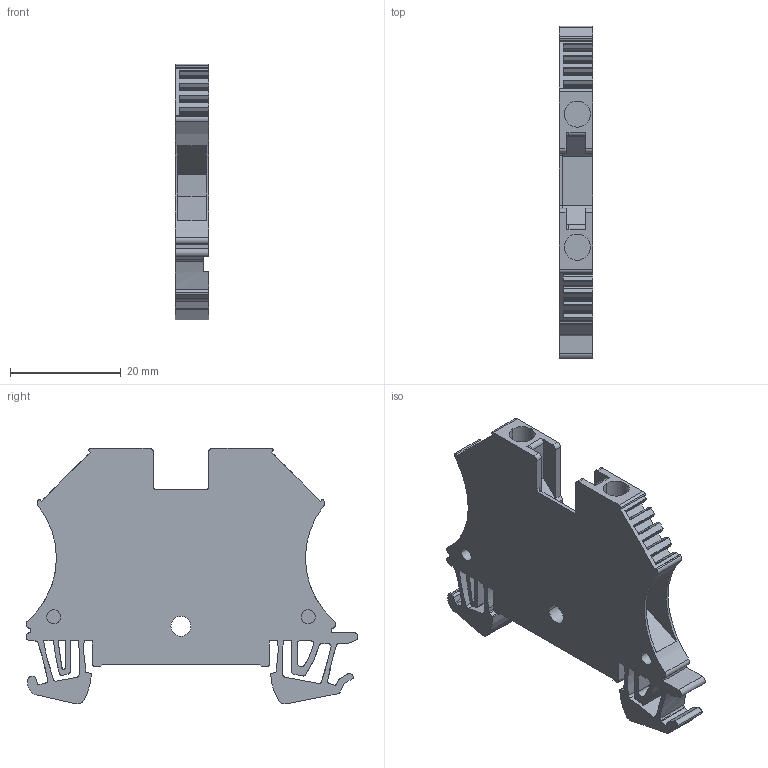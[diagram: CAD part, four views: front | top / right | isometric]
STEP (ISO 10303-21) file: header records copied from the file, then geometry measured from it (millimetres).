
FILE_DESCRIPTION(('CATIA V5 STEP Exchange','CAx-IF Rec.Pracs.--- Model Styling and Organization---1.4--- 2014-01-23'),'2;1');
FILE_NAME ('D1447427_0', '2020-01-06T08:28:39+00:00', ('none'), ('Weidmueller'), 'CATIA Version 5-6 Release 2016 SP3 HF44', 'CATIA V5 STEP AP214', 'none');
FILE_SCHEMA(('AUTOMOTIVE_DESIGN { 1 0 10303 214 1 1 1 1 }'));
Length unit declared in the file: millimetre
Products named in the file (1): 1037820000_WDU_4_PA-VI
Bounding box: 6.1 x 60 x 46.25 mm (x, y, z)
Volume: 9172.1 mm3; surface area: 7020.6 mm2
Topology: 1 solids, 1 shells, 317 faces, 952 edges, 641 vertices
Faces by surface type: plane 203, cylinder 108, cone 6
Entity records: 10246 total; most frequent: ORIENTED_EDGE 1904, CARTESIAN_POINT 1897, DIRECTION 1446, EDGE_CURVE 952, VECTOR 707, LINE 707, VERTEX_POINT 641, AXIS2_PLACEMENT_3D 490
